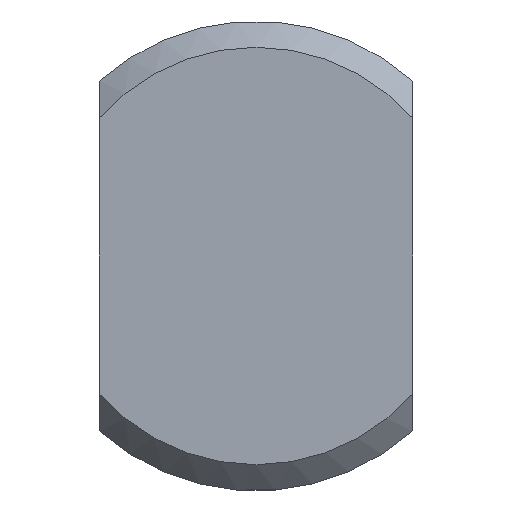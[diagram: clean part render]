
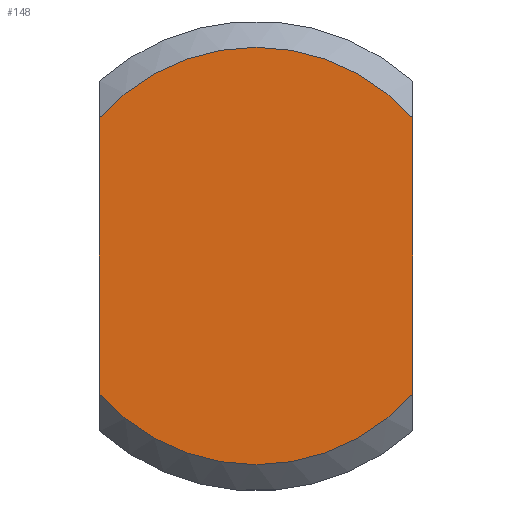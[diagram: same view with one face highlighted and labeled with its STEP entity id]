
A CAD part, left-side view. The second image highlights one B-rep face of the part: STEP entity #148.
In plain terms, the highlighted planar face has unit normal (-1, 0, 0).
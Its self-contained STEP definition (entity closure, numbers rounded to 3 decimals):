
#148=ADVANCED_FACE('',(#166),#161,.F.);
#161=PLANE('',#322);
#166=FACE_OUTER_BOUND('',#176,.T.);
#176=EDGE_LOOP('',(#203,#204,#205,#206));
#192=CIRCLE('',#320,4.);
#193=CIRCLE('',#321,4.);
#203=ORIENTED_EDGE('',*,*,#276,.T.);
#204=ORIENTED_EDGE('',*,*,#277,.T.);
#205=ORIENTED_EDGE('',*,*,#278,.T.);
#206=ORIENTED_EDGE('',*,*,#279,.T.);
#257=VERTEX_POINT('',#404);
#258=VERTEX_POINT('',#405);
#259=VERTEX_POINT('',#407);
#260=VERTEX_POINT('',#409);
#276=EDGE_CURVE('',#257,#258,#303,.T.);
#277=EDGE_CURVE('',#258,#259,#192,.T.);
#278=EDGE_CURVE('',#259,#260,#304,.T.);
#279=EDGE_CURVE('',#260,#257,#193,.T.);
#303=LINE('',#403,#311);
#304=LINE('',#408,#312);
#311=VECTOR('',#346,1.);
#312=VECTOR('',#349,1.);
#320=AXIS2_PLACEMENT_3D('',#406,#347,#348);
#321=AXIS2_PLACEMENT_3D('',#410,#350,#351);
#322=AXIS2_PLACEMENT_3D('',#411,#352,#353);
#346=DIRECTION('',(0.,0.,1.));
#347=DIRECTION('',(-1.,0.,0.));
#348=DIRECTION('',(0.,0.,-1.));
#349=DIRECTION('',(0.,0.,-1.));
#350=DIRECTION('',(-1.,0.,0.));
#351=DIRECTION('',(0.,0.,-1.));
#352=DIRECTION('',(1.,0.,0.));
#353=DIRECTION('',(0.,0.,-1.));
#403=CARTESIAN_POINT('',(0.,-3.,3.354));
#404=CARTESIAN_POINT('',(0.,-3.,-2.646));
#405=CARTESIAN_POINT('',(0.,-3.,2.646));
#406=CARTESIAN_POINT('',(0.,0.,0.));
#407=CARTESIAN_POINT('',(0.,3.,2.646));
#408=CARTESIAN_POINT('',(0.,3.,-3.354));
#409=CARTESIAN_POINT('',(0.,3.,-2.646));
#410=CARTESIAN_POINT('',(0.,0.,0.));
#411=CARTESIAN_POINT('',(0.,4.5,0.));
